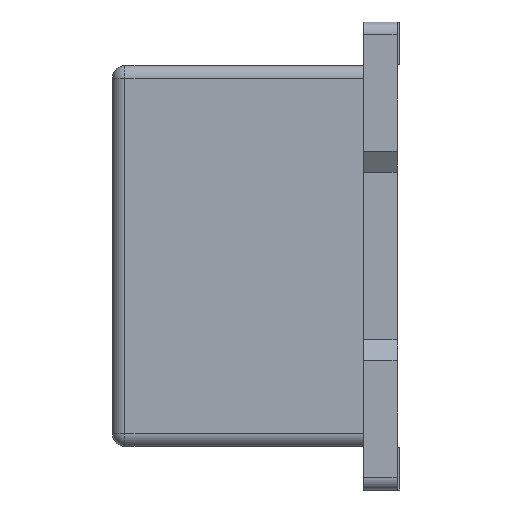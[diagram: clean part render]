
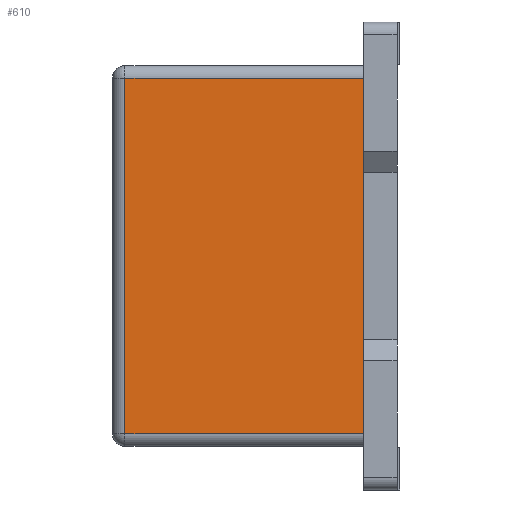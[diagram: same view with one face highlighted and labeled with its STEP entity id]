
A CAD part, left-side view. The second image highlights one B-rep face of the part: STEP entity #610.
In plain terms, the highlighted planar face has unit normal (-1, 0, 0).
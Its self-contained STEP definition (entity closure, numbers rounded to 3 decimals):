
#84 = CARTESIAN_POINT ( 'NONE',  ( -8.6, 6.5, 4.55 ) ) ;
#166 = DIRECTION ( 'NONE',  ( 0., 0., -1. ) ) ;
#234 = CARTESIAN_POINT ( 'NONE',  ( -8.6, 6.5, 4.25 ) ) ;
#276 = ORIENTED_EDGE ( 'NONE', *, *, #1765, .T. ) ;
#360 = CARTESIAN_POINT ( 'NONE',  ( -8.6, 6.8, 4.55 ) ) ;
#400 = DIRECTION ( 'NONE',  ( 0., 0., -1. ) ) ;
#482 = CARTESIAN_POINT ( 'NONE',  ( -8.6, 6.8, -4.25 ) ) ;
#610 = ADVANCED_FACE ( 'NONE', ( #3284 ), #1233, .F. ) ;
#618 = AXIS2_PLACEMENT_3D ( 'NONE', #360, #2435, #400 ) ;
#783 = EDGE_CURVE ( 'NONE', #2369, #1903, #1911, .T. ) ;
#796 = VECTOR ( 'NONE', #2513, 1000. ) ;
#883 = DIRECTION ( 'NONE',  ( 0., 1., 0. ) ) ;
#1233 = PLANE ( 'NONE',  #618 ) ;
#1284 = ORIENTED_EDGE ( 'NONE', *, *, #2366, .T. ) ;
#1497 = LINE ( 'NONE', #2534, #2971 ) ;
#1509 = ORIENTED_EDGE ( 'NONE', *, *, #783, .T. ) ;
#1765 = EDGE_CURVE ( 'NONE', #3512, #2056, #2718, .T. ) ;
#1903 = VERTEX_POINT ( 'NONE', #2569 ) ;
#1911 = LINE ( 'NONE', #3625, #2267 ) ;
#1919 = ORIENTED_EDGE ( 'NONE', *, *, #3707, .T. ) ;
#2012 = CARTESIAN_POINT ( 'NONE',  ( -8.6, 0.8, -4.25 ) ) ;
#2056 = VERTEX_POINT ( 'NONE', #3287 ) ;
#2203 = LINE ( 'NONE', #482, #796 ) ;
#2267 = VECTOR ( 'NONE', #3678, 1000. ) ;
#2366 = EDGE_CURVE ( 'NONE', #2056, #2369, #2203, .T. ) ;
#2369 = VERTEX_POINT ( 'NONE', #2012 ) ;
#2435 = DIRECTION ( 'NONE',  ( 1., 0., 0. ) ) ;
#2513 = DIRECTION ( 'NONE',  ( 0., -1., 0. ) ) ;
#2534 = CARTESIAN_POINT ( 'NONE',  ( -8.6, 6.8, 4.25 ) ) ;
#2569 = CARTESIAN_POINT ( 'NONE',  ( -8.6, 0.8, 4.25 ) ) ;
#2718 = LINE ( 'NONE', #84, #3506 ) ;
#2971 = VECTOR ( 'NONE', #883, 1000. ) ;
#3284 = FACE_OUTER_BOUND ( 'NONE', #3539, .T. ) ;
#3287 = CARTESIAN_POINT ( 'NONE',  ( -8.6, 6.5, -4.25 ) ) ;
#3506 = VECTOR ( 'NONE', #166, 1000. ) ;
#3512 = VERTEX_POINT ( 'NONE', #234 ) ;
#3539 = EDGE_LOOP ( 'NONE', ( #276, #1284, #1509, #1919 ) ) ;
#3625 = CARTESIAN_POINT ( 'NONE',  ( -8.6, 0.8, 4.55 ) ) ;
#3678 = DIRECTION ( 'NONE',  ( 0., 0., 1. ) ) ;
#3707 = EDGE_CURVE ( 'NONE', #1903, #3512, #1497, .T. ) ;
